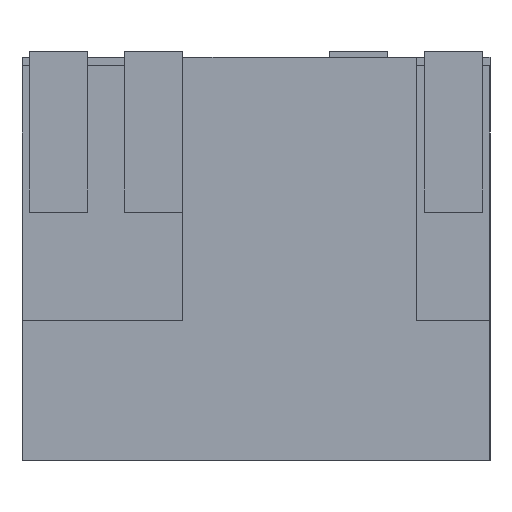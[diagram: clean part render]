
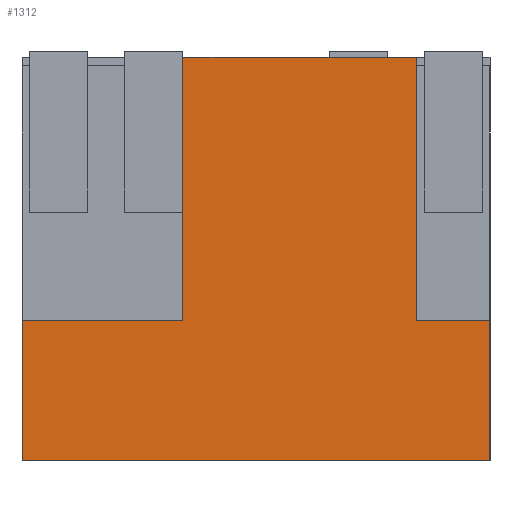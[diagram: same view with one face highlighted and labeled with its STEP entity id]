
A CAD part, left-side view. The second image highlights one B-rep face of the part: STEP entity #1312.
In plain terms, the highlighted planar face has unit normal (-1, 0, 0).
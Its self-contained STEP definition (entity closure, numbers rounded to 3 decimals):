
#71 = VERTEX_POINT ( 'NONE', #120 ) ;
#87 = VECTOR ( 'NONE', #818, 1000. ) ;
#94 = CARTESIAN_POINT ( 'NONE',  ( -2.25, 1.6, 0. ) ) ;
#111 = EDGE_CURVE ( 'NONE', #341, #709, #1249, .T. ) ;
#120 = CARTESIAN_POINT ( 'NONE',  ( -2.25, -1.1, 2.76 ) ) ;
#161 = CARTESIAN_POINT ( 'NONE',  ( -2.25, -1.6, 0.96 ) ) ;
#205 = CARTESIAN_POINT ( 'NONE',  ( -2.25, -1.6, 2.76 ) ) ;
#219 = LINE ( 'NONE', #1120, #1369 ) ;
#264 = EDGE_CURVE ( 'NONE', #554, #71, #997, .T. ) ;
#320 = CARTESIAN_POINT ( 'NONE',  ( -2.25, 1.6, 2.76 ) ) ;
#337 = VECTOR ( 'NONE', #971, 1000. ) ;
#341 = VERTEX_POINT ( 'NONE', #1372 ) ;
#373 = VECTOR ( 'NONE', #488, 1000. ) ;
#381 = LINE ( 'NONE', #642, #1032 ) ;
#410 = LINE ( 'NONE', #807, #1416 ) ;
#488 = DIRECTION ( 'NONE',  ( 0., -1., 0. ) ) ;
#519 = ORIENTED_EDGE ( 'NONE', *, *, #111, .F. ) ;
#535 = CARTESIAN_POINT ( 'NONE',  ( -2.25, 1.6, 0. ) ) ;
#542 = FACE_OUTER_BOUND ( 'NONE', #1121, .T. ) ;
#554 = VERTEX_POINT ( 'NONE', #1288 ) ;
#557 = ORIENTED_EDGE ( 'NONE', *, *, #264, .F. ) ;
#620 = PLANE ( 'NONE',  #632 ) ;
#632 = AXIS2_PLACEMENT_3D ( 'NONE', #1496, #871, #825 ) ;
#642 = CARTESIAN_POINT ( 'NONE',  ( -2.25, 1.6, 0.96 ) ) ;
#659 = VERTEX_POINT ( 'NONE', #1094 ) ;
#676 = EDGE_CURVE ( 'NONE', #341, #71, #219, .T. ) ;
#709 = VERTEX_POINT ( 'NONE', #1012 ) ;
#711 = ORIENTED_EDGE ( 'NONE', *, *, #1434, .F. ) ;
#760 = LINE ( 'NONE', #891, #337 ) ;
#786 = ORIENTED_EDGE ( 'NONE', *, *, #1489, .T. ) ;
#807 = CARTESIAN_POINT ( 'NONE',  ( -2.25, 0.5, 0.96 ) ) ;
#818 = DIRECTION ( 'NONE',  ( 0., -1., 0. ) ) ;
#825 = DIRECTION ( 'NONE',  ( 0., 0., -1. ) ) ;
#871 = DIRECTION ( 'NONE',  ( 1., 0., 0. ) ) ;
#891 = CARTESIAN_POINT ( 'NONE',  ( -2.25, 1.6, 2.76 ) ) ;
#914 = EDGE_CURVE ( 'NONE', #1198, #554, #410, .T. ) ;
#947 = CARTESIAN_POINT ( 'NONE',  ( -2.25, 1.6, 0.96 ) ) ;
#971 = DIRECTION ( 'NONE',  ( 0., 0., -1. ) ) ;
#997 = LINE ( 'NONE', #320, #87 ) ;
#1007 = VECTOR ( 'NONE', #1076, 1000. ) ;
#1012 = CARTESIAN_POINT ( 'NONE',  ( -2.25, -1.6, 0.96 ) ) ;
#1032 = VECTOR ( 'NONE', #1255, 1000. ) ;
#1040 = ORIENTED_EDGE ( 'NONE', *, *, #676, .T. ) ;
#1059 = CARTESIAN_POINT ( 'NONE',  ( -2.25, 0.5, 0.96 ) ) ;
#1064 = DIRECTION ( 'NONE',  ( 0., 0., 1. ) ) ;
#1076 = DIRECTION ( 'NONE',  ( 0., -1., 0. ) ) ;
#1094 = CARTESIAN_POINT ( 'NONE',  ( -2.25, -1.6, 0. ) ) ;
#1110 = ORIENTED_EDGE ( 'NONE', *, *, #1302, .F. ) ;
#1120 = CARTESIAN_POINT ( 'NONE',  ( -2.25, -1.1, 0.96 ) ) ;
#1121 = EDGE_LOOP ( 'NONE', ( #519, #1040, #557, #1122, #1110, #1469, #786, #711 ) ) ;
#1122 = ORIENTED_EDGE ( 'NONE', *, *, #914, .F. ) ;
#1149 = DIRECTION ( 'NONE',  ( 0., 0., -1. ) ) ;
#1167 = DIRECTION ( 'NONE',  ( 0., 0., 1. ) ) ;
#1198 = VERTEX_POINT ( 'NONE', #1059 ) ;
#1206 = VERTEX_POINT ( 'NONE', #94 ) ;
#1249 = LINE ( 'NONE', #161, #373 ) ;
#1251 = LINE ( 'NONE', #205, #1278 ) ;
#1255 = DIRECTION ( 'NONE',  ( 0., -1., 0. ) ) ;
#1278 = VECTOR ( 'NONE', #1149, 1000. ) ;
#1288 = CARTESIAN_POINT ( 'NONE',  ( -2.25, 0.5, 2.76 ) ) ;
#1302 = EDGE_CURVE ( 'NONE', #1376, #1198, #381, .T. ) ;
#1312 = ADVANCED_FACE ( 'NONE', ( #542 ), #620, .F. ) ;
#1336 = EDGE_CURVE ( 'NONE', #1376, #1206, #760, .T. ) ;
#1369 = VECTOR ( 'NONE', #1167, 1000. ) ;
#1372 = CARTESIAN_POINT ( 'NONE',  ( -2.25, -1.1, 0.96 ) ) ;
#1376 = VERTEX_POINT ( 'NONE', #947 ) ;
#1416 = VECTOR ( 'NONE', #1064, 1000. ) ;
#1434 = EDGE_CURVE ( 'NONE', #709, #659, #1251, .T. ) ;
#1469 = ORIENTED_EDGE ( 'NONE', *, *, #1336, .T. ) ;
#1473 = LINE ( 'NONE', #535, #1007 ) ;
#1489 = EDGE_CURVE ( 'NONE', #1206, #659, #1473, .T. ) ;
#1496 = CARTESIAN_POINT ( 'NONE',  ( -2.25, 1.6, 2.76 ) ) ;
